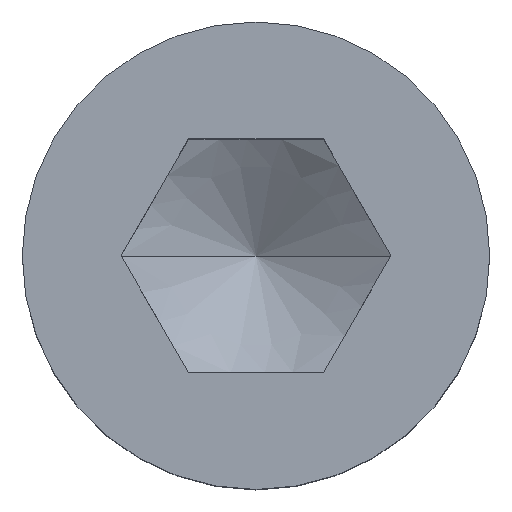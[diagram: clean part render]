
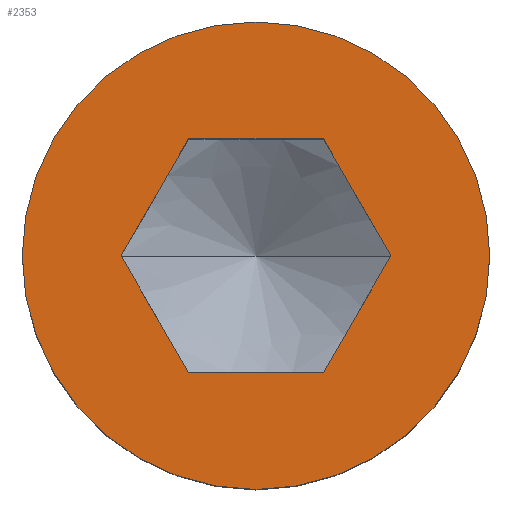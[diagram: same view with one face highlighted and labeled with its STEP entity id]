
A CAD part, top view. The second image highlights one B-rep face of the part: STEP entity #2353.
In plain terms, the highlighted planar face has unit normal (0, 0, 1).
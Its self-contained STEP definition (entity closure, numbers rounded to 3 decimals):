
#921=EDGE_CURVE('',#1687,#1089,#2654,.T.);
#1089=VERTEX_POINT('',#2842);
#1157=EDGE_CURVE('',#1465,#2089,#2915,.T.);
#1275=VERTEX_POINT('',#3048);
#1381=EDGE_CURVE('',#1697,#1859,#3172,.T.);
#1465=VERTEX_POINT('',#3266);
#1503=EDGE_CURVE('',#2089,#1465,#3308,.T.);
#1687=VERTEX_POINT('',#3512);
#1697=VERTEX_POINT('',#3523);
#1719=EDGE_CURVE('',#2021,#1687,#3547,.T.);
#1859=VERTEX_POINT('',#3701);
#1945=EDGE_CURVE('',#1859,#2021,#3796,.T.);
#2021=VERTEX_POINT('',#3879);
#2089=VERTEX_POINT('',#3954);
#2353=ADVANCED_FACE('',(#4246,#4247),#4248,.T.);
#2513=EDGE_CURVE('',#1275,#1697,#4437,.T.);
#2583=EDGE_CURVE('',#1089,#1275,#4516,.T.);
#2654=LINE('',#4594,#4595);
#2842=CARTESIAN_POINT('',(5.774,0.0,12.0));
#2915=CIRCLE('',#4965,10.0);
#3048=CARTESIAN_POINT('',(2.887,-5.0,12.0));
#3172=LINE('',#5343,#5344);
#3266=CARTESIAN_POINT('',(10.0,0.,12.0));
#3308=CIRCLE('',#5541,10.0);
#3512=CARTESIAN_POINT('',(2.887,5.0,12.0));
#3523=CARTESIAN_POINT('',(-2.887,-5.0,12.0));
#3547=LINE('',#5884,#5885);
#3701=CARTESIAN_POINT('',(-5.774,0.0,12.0));
#3796=LINE('',#6225,#6226);
#3879=CARTESIAN_POINT('',(-2.887,5.0,12.0));
#3954=CARTESIAN_POINT('',(-10.0,0.0,12.0));
#4246=FACE_OUTER_BOUND('',#6884,.T.);
#4247=FACE_BOUND('',#6885,.T.);
#4248=PLANE('',#6886);
#4437=LINE('',#7134,#7135);
#4516=LINE('',#7253,#7254);
#4594=CARTESIAN_POINT('',(5.052,1.25,12.0));
#4595=VECTOR('',#7308,1.0);
#4965=AXIS2_PLACEMENT_3D('',#7593,#7594,#7595);
#5343=CARTESIAN_POINT('',(-5.052,-1.25,12.0));
#5344=VECTOR('',#7927,1.0);
#5541=AXIS2_PLACEMENT_3D('',#8073,#8074,#8075);
#5884=CARTESIAN_POINT('',(1.443,5.0,12.0));
#5885=VECTOR('',#8367,1.0);
#6225=CARTESIAN_POINT('',(-3.608,3.75,12.0));
#6226=VECTOR('',#8635,1.0);
#6884=EDGE_LOOP('',(#9128,#9129));
#6885=EDGE_LOOP('',(#9130,#9131,#9132,#9133,#9134,#9135));
#6886=AXIS2_PLACEMENT_3D('',#9136,#9137,#9138);
#7134=CARTESIAN_POINT('',(-1.443,-5.0,12.0));
#7135=VECTOR('',#9405,1.0);
#7253=CARTESIAN_POINT('',(3.608,-3.75,12.0));
#7254=VECTOR('',#9487,1.0);
#7308=DIRECTION('',(0.5,-0.866,0.0));
#7593=CARTESIAN_POINT('',(0.0,0.0,12.0));
#7594=DIRECTION('',(0.0,0.0,1.0));
#7595=DIRECTION('',(1.0,0.0,0.0));
#7927=DIRECTION('',(-0.5,0.866,0.0));
#8073=CARTESIAN_POINT('',(0.0,0.0,12.0));
#8074=DIRECTION('',(0.0,0.0,1.0));
#8075=DIRECTION('',(1.0,0.0,0.0));
#8367=DIRECTION('',(1.0,0.0,0.0));
#8635=DIRECTION('',(0.5,0.866,0.0));
#9128=ORIENTED_EDGE('',*,*,#1503,.T.);
#9129=ORIENTED_EDGE('',*,*,#1157,.T.);
#9130=ORIENTED_EDGE('',*,*,#1381,.T.);
#9131=ORIENTED_EDGE('',*,*,#1945,.T.);
#9132=ORIENTED_EDGE('',*,*,#1719,.T.);
#9133=ORIENTED_EDGE('',*,*,#921,.T.);
#9134=ORIENTED_EDGE('',*,*,#2583,.T.);
#9135=ORIENTED_EDGE('',*,*,#2513,.T.);
#9136=CARTESIAN_POINT('',(-7.388,0.,12.0));
#9137=DIRECTION('',(0.0,0.0,1.0));
#9138=DIRECTION('',(-1.0,0.,0.0));
#9405=DIRECTION('',(-1.0,0.0,0.0));
#9487=DIRECTION('',(-0.5,-0.866,0.0));
